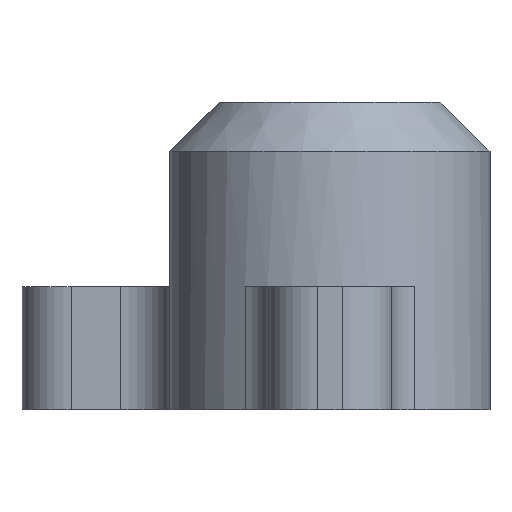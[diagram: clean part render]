
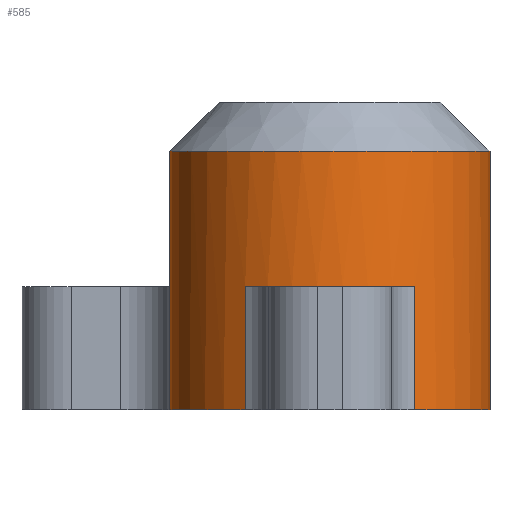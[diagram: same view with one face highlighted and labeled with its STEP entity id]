
A CAD part, left-side view. The second image highlights one B-rep face of the part: STEP entity #585.
In plain terms, the highlighted cylindrical face has radius 1.651 mm (diameter 3.302 mm), a partial arc.
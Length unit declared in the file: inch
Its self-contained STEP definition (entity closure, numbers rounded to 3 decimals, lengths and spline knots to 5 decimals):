
#13 = CARTESIAN_POINT ( 'NONE',  ( -0.125, 0.05, 0. ) ) ;
#17 = CIRCLE ( 'NONE', #63, 0.065 ) ;
#18 = LINE ( 'NONE', #689, #252 ) ;
#29 = CARTESIAN_POINT ( 'NONE',  ( -0.125, 0.125, -0.065 ) ) ;
#30 = EDGE_CURVE ( 'NONE', #122, #481, #138, .T. ) ;
#44 = VECTOR ( 'NONE', #220, 39.37008 ) ;
#48 = AXIS2_PLACEMENT_3D ( 'NONE', #13, #547, #749 ) ;
#50 = ORIENTED_EDGE ( 'NONE', *, *, #369, .T. ) ;
#63 = AXIS2_PLACEMENT_3D ( 'NONE', #642, #781, #178 ) ;
#70 = EDGE_CURVE ( 'NONE', #358, #637, #564, .T. ) ;
#82 = DIRECTION ( 'NONE',  ( 0., -1., 0. ) ) ;
#88 = ORIENTED_EDGE ( 'NONE', *, *, #446, .F. ) ;
#105 = EDGE_CURVE ( 'NONE', #791, #358, #453, .T. ) ;
#114 = DIRECTION ( 'NONE',  ( 0., 0., 1. ) ) ;
#122 = VERTEX_POINT ( 'NONE', #724 ) ;
#134 = CIRCLE ( 'NONE', #48, 0.065 ) ;
#138 = CIRCLE ( 'NONE', #435, 0.065 ) ;
#156 = ORIENTED_EDGE ( 'NONE', *, *, #536, .T. ) ;
#178 = DIRECTION ( 'NONE',  ( 0., 0., 1. ) ) ;
#182 = DIRECTION ( 'NONE',  ( 0., 0., 1. ) ) ;
#183 = VERTEX_POINT ( 'NONE', #375 ) ;
#194 = EDGE_CURVE ( 'NONE', #183, #838, #17, .T. ) ;
#219 = DIRECTION ( 'NONE',  ( 0., -1., 0. ) ) ;
#220 = DIRECTION ( 'NONE',  ( 0., 1., 0. ) ) ;
#224 = CARTESIAN_POINT ( 'NONE',  ( -0.125, 0.105, -0.065 ) ) ;
#228 = LINE ( 'NONE', #29, #832 ) ;
#252 = VECTOR ( 'NONE', #82, 39.37008 ) ;
#294 = DIRECTION ( 'NONE',  ( 0., -1., 0. ) ) ;
#325 = CARTESIAN_POINT ( 'NONE',  ( -0.18014, 0.05, -0.03441 ) ) ;
#338 = CARTESIAN_POINT ( 'NONE',  ( -0.18014, 0., -0.03441 ) ) ;
#347 = LINE ( 'NONE', #554, #516 ) ;
#352 = AXIS2_PLACEMENT_3D ( 'NONE', #396, #740, #604 ) ;
#358 = VERTEX_POINT ( 'NONE', #338 ) ;
#359 = CARTESIAN_POINT ( 'NONE',  ( -0.125, 0., -0.065 ) ) ;
#369 = EDGE_CURVE ( 'NONE', #637, #445, #134, .T. ) ;
#375 = CARTESIAN_POINT ( 'NONE',  ( -0.18014, 0., 0.03441 ) ) ;
#396 = CARTESIAN_POINT ( 'NONE',  ( -0.125, 0.125, 0. ) ) ;
#435 = AXIS2_PLACEMENT_3D ( 'NONE', #853, #441, #114 ) ;
#440 = ORIENTED_EDGE ( 'NONE', *, *, #194, .T. ) ;
#441 = DIRECTION ( 'NONE',  ( 0., -1., 0. ) ) ;
#445 = VERTEX_POINT ( 'NONE', #483 ) ;
#446 = EDGE_CURVE ( 'NONE', #122, #838, #347, .T. ) ;
#453 = CIRCLE ( 'NONE', #606, 0.065 ) ;
#481 = VERTEX_POINT ( 'NONE', #224 ) ;
#483 = CARTESIAN_POINT ( 'NONE',  ( -0.18014, 0.05, 0.03441 ) ) ;
#513 = CARTESIAN_POINT ( 'NONE',  ( -0.125, 0., 0. ) ) ;
#516 = VECTOR ( 'NONE', #219, 39.37008 ) ;
#521 = DIRECTION ( 'NONE',  ( 0., 1., 0. ) ) ;
#536 = EDGE_CURVE ( 'NONE', #481, #791, #228, .T. ) ;
#547 = DIRECTION ( 'NONE',  ( 0., 1., 0. ) ) ;
#554 = CARTESIAN_POINT ( 'NONE',  ( -0.125, 0.125, 0.065 ) ) ;
#564 = LINE ( 'NONE', #772, #44 ) ;
#585 = ADVANCED_FACE ( 'NONE', ( #737 ), #607, .T. ) ;
#588 = ORIENTED_EDGE ( 'NONE', *, *, #105, .T. ) ;
#604 = DIRECTION ( 'NONE',  ( 0., 0., -1. ) ) ;
#606 = AXIS2_PLACEMENT_3D ( 'NONE', #513, #521, #182 ) ;
#607 = CYLINDRICAL_SURFACE ( 'NONE', #352, 0.065 ) ;
#627 = ORIENTED_EDGE ( 'NONE', *, *, #30, .T. ) ;
#637 = VERTEX_POINT ( 'NONE', #325 ) ;
#642 = CARTESIAN_POINT ( 'NONE',  ( -0.125, 0., 0. ) ) ;
#650 = ORIENTED_EDGE ( 'NONE', *, *, #808, .T. ) ;
#689 = CARTESIAN_POINT ( 'NONE',  ( -0.18014, 0.125, 0.03441 ) ) ;
#724 = CARTESIAN_POINT ( 'NONE',  ( -0.125, 0.105, 0.065 ) ) ;
#736 = ORIENTED_EDGE ( 'NONE', *, *, #70, .T. ) ;
#737 = FACE_OUTER_BOUND ( 'NONE', #834, .T. ) ;
#740 = DIRECTION ( 'NONE',  ( 0., -1., 0. ) ) ;
#749 = DIRECTION ( 'NONE',  ( 0., 0., 1. ) ) ;
#772 = CARTESIAN_POINT ( 'NONE',  ( -0.18014, 0.125, -0.03441 ) ) ;
#781 = DIRECTION ( 'NONE',  ( 0., 1., 0. ) ) ;
#791 = VERTEX_POINT ( 'NONE', #359 ) ;
#808 = EDGE_CURVE ( 'NONE', #445, #183, #18, .T. ) ;
#832 = VECTOR ( 'NONE', #294, 39.37008 ) ;
#834 = EDGE_LOOP ( 'NONE', ( #50, #650, #440, #88, #627, #156, #588, #736 ) ) ;
#835 = CARTESIAN_POINT ( 'NONE',  ( -0.125, 0., 0.065 ) ) ;
#838 = VERTEX_POINT ( 'NONE', #835 ) ;
#853 = CARTESIAN_POINT ( 'NONE',  ( -0.125, 0.105, 0. ) ) ;
